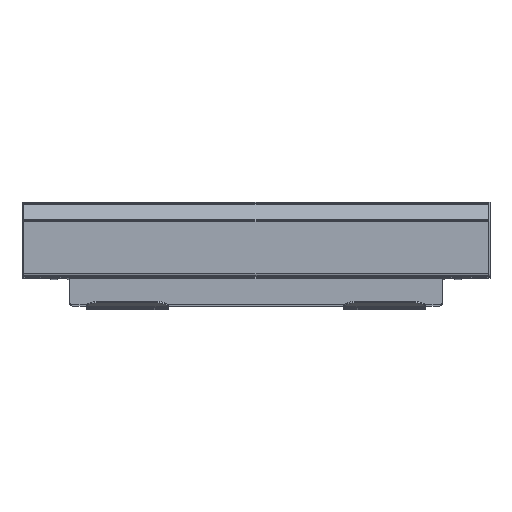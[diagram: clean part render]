
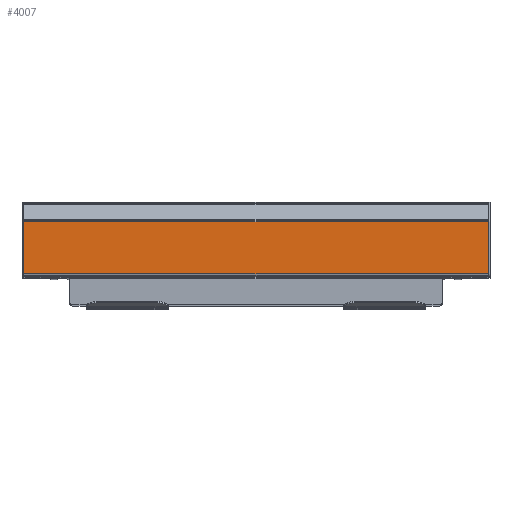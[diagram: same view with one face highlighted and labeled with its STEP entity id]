
A CAD part, top view. The second image highlights one B-rep face of the part: STEP entity #4007.
In plain terms, the highlighted planar face has unit normal (0, 0, 1).
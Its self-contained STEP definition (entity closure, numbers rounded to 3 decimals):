
#105 = DIRECTION ( 'NONE',  ( 0., -1., 0. ) ) ;
#207 = VECTOR ( 'NONE', #11081, 1000. ) ;
#240 = VERTEX_POINT ( 'NONE', #6487 ) ;
#613 = CARTESIAN_POINT ( 'NONE',  ( -227.5, -19.054, 393. ) ) ;
#1295 = ORIENTED_EDGE ( 'NONE', *, *, #12398, .T. ) ;
#2001 = CARTESIAN_POINT ( 'NONE',  ( -227.5, -19.054, 393. ) ) ;
#3484 = VERTEX_POINT ( 'NONE', #7779 ) ;
#3785 = LINE ( 'NONE', #8767, #207 ) ;
#3983 = VECTOR ( 'NONE', #105, 1000. ) ;
#4007 = ADVANCED_FACE ( 'NONE', ( #10301 ), #11480, .T. ) ;
#4562 = LINE ( 'NONE', #9329, #10466 ) ;
#4856 = ORIENTED_EDGE ( 'NONE', *, *, #9657, .F. ) ;
#4939 = LINE ( 'NONE', #6288, #3983 ) ;
#5344 = EDGE_LOOP ( 'NONE', ( #11040, #4856, #8141, #1295 ) ) ;
#5363 = EDGE_CURVE ( 'NONE', #8533, #3484, #4562, .T. ) ;
#6288 = CARTESIAN_POINT ( 'NONE',  ( 227.5, -19.054, 393. ) ) ;
#6487 = CARTESIAN_POINT ( 'NONE',  ( 227.5, -19.054, 393. ) ) ;
#6869 = DIRECTION ( 'NONE',  ( 1., 0., 0. ) ) ;
#7684 = DIRECTION ( 'NONE',  ( 0., 0., 1. ) ) ;
#7779 = CARTESIAN_POINT ( 'NONE',  ( 227.5, -69.906, 393. ) ) ;
#8141 = ORIENTED_EDGE ( 'NONE', *, *, #9570, .F. ) ;
#8180 = CARTESIAN_POINT ( 'NONE',  ( -227.5, -19.054, 393. ) ) ;
#8533 = VERTEX_POINT ( 'NONE', #10560 ) ;
#8767 = CARTESIAN_POINT ( 'NONE',  ( -227.5, -19.054, 393. ) ) ;
#9329 = CARTESIAN_POINT ( 'NONE',  ( -227.5, -69.906, 393. ) ) ;
#9570 = EDGE_CURVE ( 'NONE', #9628, #240, #11671, .T. ) ;
#9628 = VERTEX_POINT ( 'NONE', #2001 ) ;
#9657 = EDGE_CURVE ( 'NONE', #240, #3484, #4939, .T. ) ;
#9955 = AXIS2_PLACEMENT_3D ( 'NONE', #613, #7684, #14937 ) ;
#10301 = FACE_OUTER_BOUND ( 'NONE', #5344, .T. ) ;
#10466 = VECTOR ( 'NONE', #6869, 1000. ) ;
#10482 = DIRECTION ( 'NONE',  ( 1., 0., 0. ) ) ;
#10560 = CARTESIAN_POINT ( 'NONE',  ( -227.5, -69.906, 393. ) ) ;
#11040 = ORIENTED_EDGE ( 'NONE', *, *, #5363, .T. ) ;
#11081 = DIRECTION ( 'NONE',  ( 0., -1., 0. ) ) ;
#11480 = PLANE ( 'NONE',  #9955 ) ;
#11671 = LINE ( 'NONE', #8180, #14327 ) ;
#12398 = EDGE_CURVE ( 'NONE', #9628, #8533, #3785, .T. ) ;
#14327 = VECTOR ( 'NONE', #10482, 1000. ) ;
#14937 = DIRECTION ( 'NONE',  ( 0., -1., 0. ) ) ;
